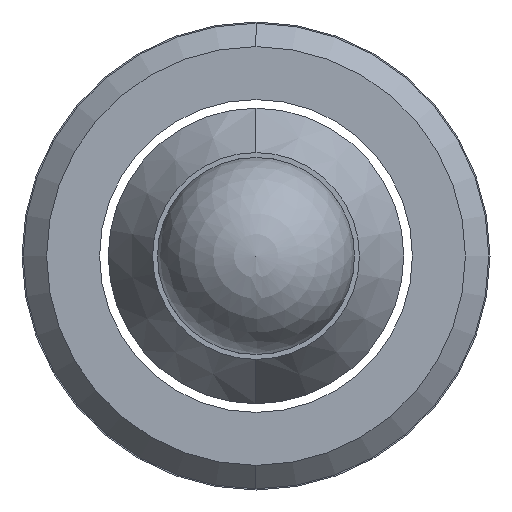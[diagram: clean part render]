
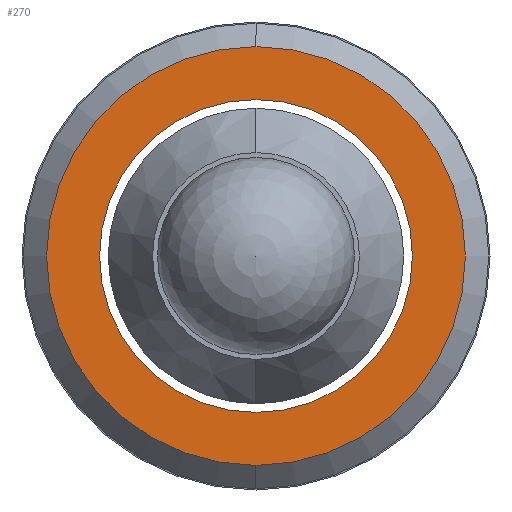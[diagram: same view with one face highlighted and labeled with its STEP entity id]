
A CAD part, left-side view. The second image highlights one B-rep face of the part: STEP entity #270.
In plain terms, the highlighted planar face has unit normal (-1, 0, 0).
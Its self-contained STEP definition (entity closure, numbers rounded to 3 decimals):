
#6 = ORIENTED_EDGE ( 'NONE', *, *, #154, .T. ) ;
#14 = AXIS2_PLACEMENT_3D ( 'NONE', #777, #464, #122 ) ;
#20 = VERTEX_POINT ( 'NONE', #1106 ) ;
#37 = DIRECTION ( 'NONE',  ( 0., 0., 1. ) ) ;
#45 = DIRECTION ( 'NONE',  ( -1., 0., 0. ) ) ;
#60 = CIRCLE ( 'NONE', #139, 3.175 ) ;
#122 = DIRECTION ( 'NONE',  ( 0., 0., 1. ) ) ;
#125 = CARTESIAN_POINT ( 'NONE',  ( -6.759, 1.26, 0. ) ) ;
#128 = CARTESIAN_POINT ( 'NONE',  ( -6.759, 1.26, 0. ) ) ;
#129 = ORIENTED_EDGE ( 'NONE', *, *, #130, .T. ) ;
#130 = EDGE_CURVE ( 'NONE', #359, #1083, #847, .T. ) ;
#139 = AXIS2_PLACEMENT_3D ( 'NONE', #275, #1015, #377 ) ;
#144 = CARTESIAN_POINT ( 'NONE',  ( -6.759, 1.26, -4.25 ) ) ;
#154 = EDGE_CURVE ( 'NONE', #1083, #359, #326, .T. ) ;
#176 = ORIENTED_EDGE ( 'NONE', *, *, #808, .F. ) ;
#202 = CARTESIAN_POINT ( 'NONE',  ( -6.759, 1.26, 4.25 ) ) ;
#270 = ADVANCED_FACE ( 'NONE', ( #659, #844 ), #673, .T. ) ;
#275 = CARTESIAN_POINT ( 'NONE',  ( -6.759, 1.26, 0. ) ) ;
#326 = CIRCLE ( 'NONE', #335, 4.25 ) ;
#327 = EDGE_CURVE ( 'NONE', #1144, #20, #60, .T. ) ;
#335 = AXIS2_PLACEMENT_3D ( 'NONE', #125, #567, #37 ) ;
#338 = CIRCLE ( 'NONE', #728, 3.175 ) ;
#359 = VERTEX_POINT ( 'NONE', #202 ) ;
#377 = DIRECTION ( 'NONE',  ( 0., 0., 1. ) ) ;
#464 = DIRECTION ( 'NONE',  ( -1., 0., 0. ) ) ;
#477 = EDGE_LOOP ( 'NONE', ( #176, #529 ) ) ;
#517 = DIRECTION ( 'NONE',  ( -1., 0., 0. ) ) ;
#529 = ORIENTED_EDGE ( 'NONE', *, *, #327, .F. ) ;
#567 = DIRECTION ( 'NONE',  ( -1., 0., 0. ) ) ;
#659 = FACE_OUTER_BOUND ( 'NONE', #895, .T. ) ;
#661 = DIRECTION ( 'NONE',  ( 0., 0., 1. ) ) ;
#673 = PLANE ( 'NONE',  #14 ) ;
#728 = AXIS2_PLACEMENT_3D ( 'NONE', #786, #517, #1166 ) ;
#760 = CARTESIAN_POINT ( 'NONE',  ( -6.759, 1.26, 3.175 ) ) ;
#777 = CARTESIAN_POINT ( 'NONE',  ( -6.759, 1.26, 0. ) ) ;
#786 = CARTESIAN_POINT ( 'NONE',  ( -6.759, 1.26, 0. ) ) ;
#808 = EDGE_CURVE ( 'NONE', #20, #1144, #338, .T. ) ;
#844 = FACE_BOUND ( 'NONE', #477, .T. ) ;
#847 = CIRCLE ( 'NONE', #1152, 4.25 ) ;
#895 = EDGE_LOOP ( 'NONE', ( #6, #129 ) ) ;
#1015 = DIRECTION ( 'NONE',  ( -1., 0., 0. ) ) ;
#1083 = VERTEX_POINT ( 'NONE', #144 ) ;
#1106 = CARTESIAN_POINT ( 'NONE',  ( -6.759, 1.26, -3.175 ) ) ;
#1144 = VERTEX_POINT ( 'NONE', #760 ) ;
#1152 = AXIS2_PLACEMENT_3D ( 'NONE', #128, #45, #661 ) ;
#1166 = DIRECTION ( 'NONE',  ( 0., 0., 1. ) ) ;
